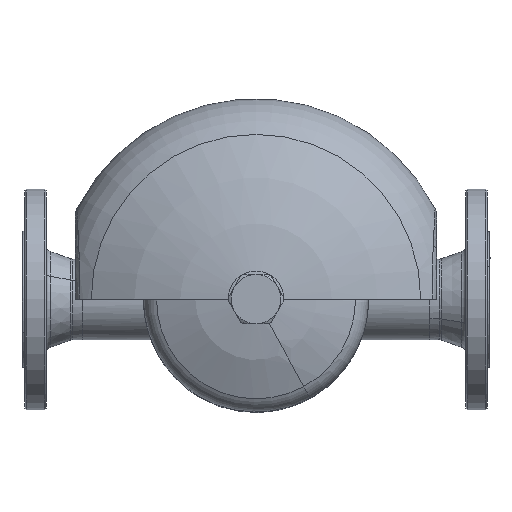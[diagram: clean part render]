
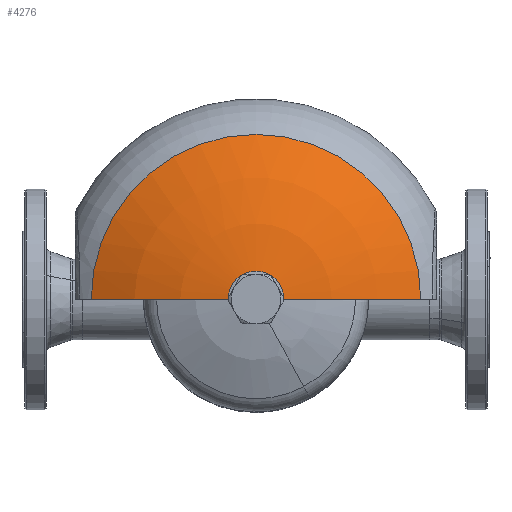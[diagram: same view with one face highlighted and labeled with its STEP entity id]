
A CAD part, top view. The second image highlights one B-rep face of the part: STEP entity #4276.
In plain terms, the highlighted spherical face has radius 240 mm.
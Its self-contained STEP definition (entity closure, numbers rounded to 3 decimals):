
#4220=CARTESIAN_POINT('Axis2P3D Location',(-144.746,0.,390.088)) ;
#4224=CARTESIAN_POINT('Vertex',(-165.646,0.,390.088)) ;
#4226=CARTESIAN_POINT('Vertex',(-123.846,0.,390.088)) ;
#4246=CARTESIAN_POINT('Axis2P3D Location',(-144.746,0.,151.)) ;
#4251=CARTESIAN_POINT('Axis2P3D Location',(-144.746,0.,151.)) ;
#4255=CARTESIAN_POINT('Vertex',(-21.503,0.,356.94)) ;
#4258=CARTESIAN_POINT('Axis2P3D Location',(-144.746,0.,356.94)) ;
#4262=CARTESIAN_POINT('Vertex',(-267.99,0.,356.94)) ;
#4265=CARTESIAN_POINT('Axis2P3D Location',(-144.746,0.,151.)) ;
#4221=DIRECTION('Axis2P3D Direction',(0.,0.,-1.)) ;
#4247=DIRECTION('Axis2P3D Direction',(0.,0.,-1.)) ;
#4248=DIRECTION('Axis2P3D XDirection',(1.,0.,0.)) ;
#4252=DIRECTION('Axis2P3D Direction',(0.,1.,0.)) ;
#4259=DIRECTION('Axis2P3D Direction',(0.,0.,-1.)) ;
#4266=DIRECTION('Axis2P3D Direction',(0.,-1.,0.)) ;
#4222=AXIS2_PLACEMENT_3D('Circle Axis2P3D',#4220,#4221,$) ;
#4249=AXIS2_PLACEMENT_3D('Sphere Axis2P3D',#4246,#4247,#4248) ;
#4253=AXIS2_PLACEMENT_3D('Circle Axis2P3D',#4251,#4252,$) ;
#4260=AXIS2_PLACEMENT_3D('Circle Axis2P3D',#4258,#4259,$) ;
#4267=AXIS2_PLACEMENT_3D('Circle Axis2P3D',#4265,#4266,$) ;
#4271=ORIENTED_EDGE('',*,*,#4228,.T.) ;
#4272=ORIENTED_EDGE('',*,*,#4257,.F.) ;
#4273=ORIENTED_EDGE('',*,*,#4264,.F.) ;
#4274=ORIENTED_EDGE('',*,*,#4269,.T.) ;
#4276=ADVANCED_FACE('PartBody',(#4275),#4250,.T.) ;
#4223=CIRCLE('generated circle',#4222,20.9) ;
#4254=CIRCLE('generated circle',#4253,240.) ;
#4261=CIRCLE('generated circle',#4260,123.243) ;
#4268=CIRCLE('generated circle',#4267,240.) ;
#4228=EDGE_CURVE('',#4225,#4227,#4223,.T.) ;
#4257=EDGE_CURVE('',#4256,#4227,#4254,.F.) ;
#4264=EDGE_CURVE('',#4263,#4256,#4261,.T.) ;
#4269=EDGE_CURVE('',#4263,#4225,#4268,.F.) ;
#4270=EDGE_LOOP('',(#4271,#4272,#4273,#4274)) ;
#4275=FACE_OUTER_BOUND('',#4270,.T.) ;
#4250=SPHERICAL_SURFACE('',#4249,240.) ;
#4225=VERTEX_POINT('',#4224) ;
#4227=VERTEX_POINT('',#4226) ;
#4256=VERTEX_POINT('',#4255) ;
#4263=VERTEX_POINT('',#4262) ;
